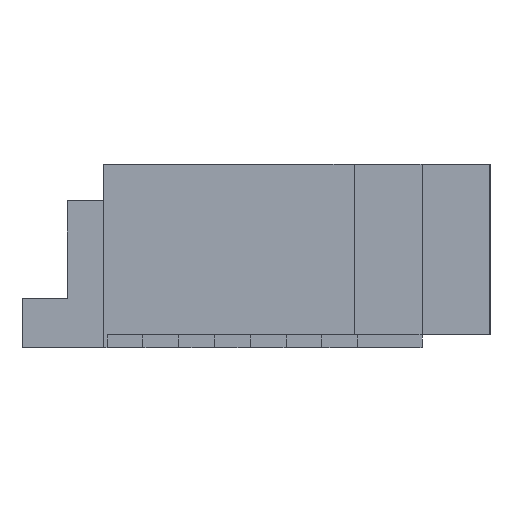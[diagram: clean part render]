
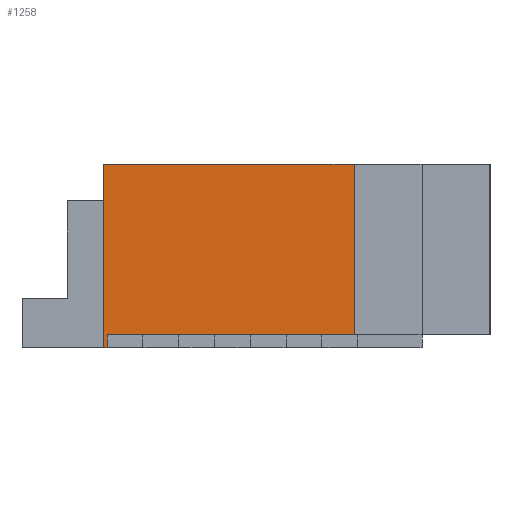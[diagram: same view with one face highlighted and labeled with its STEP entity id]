
A CAD part, left-side view. The second image highlights one B-rep face of the part: STEP entity #1258.
In plain terms, the highlighted planar face has unit normal (-1, 0, 0).
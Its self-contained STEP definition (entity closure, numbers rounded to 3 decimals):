
#40 = VERTEX_POINT('',#41);
#41 = CARTESIAN_POINT('',(-9.435,0.8,2.56));
#47 = EDGE_CURVE('',#48,#40,#50,.T.);
#48 = VERTEX_POINT('',#49);
#49 = CARTESIAN_POINT('',(-9.435,0.8,0.));
#50 = LINE('',#51,#52);
#51 = CARTESIAN_POINT('',(-9.435,0.8,0.));
#52 = VECTOR('',#53,1.);
#53 = DIRECTION('',(0.,0.,1.));
#532 = VERTEX_POINT('',#533);
#533 = CARTESIAN_POINT('',(-9.435,0.75,0.));
#539 = EDGE_CURVE('',#48,#532,#540,.T.);
#540 = LINE('',#541,#542);
#541 = CARTESIAN_POINT('',(-9.435,0.8,0.));
#542 = VECTOR('',#543,1.);
#543 = DIRECTION('',(0.,-1.,0.));
#1258 = ADVANCED_FACE('',(#1259),#1293,.F.);
#1259 = FACE_BOUND('',#1260,.F.);
#1260 = EDGE_LOOP('',(#1261,#1262,#1263,#1271,#1279,#1287));
#1261 = ORIENTED_EDGE('',*,*,#539,.F.);
#1262 = ORIENTED_EDGE('',*,*,#47,.T.);
#1263 = ORIENTED_EDGE('',*,*,#1264,.T.);
#1264 = EDGE_CURVE('',#40,#1265,#1267,.T.);
#1265 = VERTEX_POINT('',#1266);
#1266 = CARTESIAN_POINT('',(-9.435,-2.7,2.56));
#1267 = LINE('',#1268,#1269);
#1268 = CARTESIAN_POINT('',(-9.435,0.8,2.56));
#1269 = VECTOR('',#1270,1.);
#1270 = DIRECTION('',(0.,-1.,0.));
#1271 = ORIENTED_EDGE('',*,*,#1272,.F.);
#1272 = EDGE_CURVE('',#1273,#1265,#1275,.T.);
#1273 = VERTEX_POINT('',#1274);
#1274 = CARTESIAN_POINT('',(-9.435,-2.7,0.18));
#1275 = LINE('',#1276,#1277);
#1276 = CARTESIAN_POINT('',(-9.435,-2.7,0.));
#1277 = VECTOR('',#1278,1.);
#1278 = DIRECTION('',(0.,0.,1.));
#1279 = ORIENTED_EDGE('',*,*,#1280,.F.);
#1280 = EDGE_CURVE('',#1281,#1273,#1283,.T.);
#1281 = VERTEX_POINT('',#1282);
#1282 = CARTESIAN_POINT('',(-9.435,0.75,0.18));
#1283 = LINE('',#1284,#1285);
#1284 = CARTESIAN_POINT('',(-9.435,-0.1,0.18));
#1285 = VECTOR('',#1286,1.);
#1286 = DIRECTION('',(0.,-1.,0.));
#1287 = ORIENTED_EDGE('',*,*,#1288,.T.);
#1288 = EDGE_CURVE('',#1281,#532,#1289,.T.);
#1289 = LINE('',#1290,#1291);
#1290 = CARTESIAN_POINT('',(-9.435,0.75,0.));
#1291 = VECTOR('',#1292,1.);
#1292 = DIRECTION('',(-0.,0.,-1.));
#1293 = PLANE('',#1294);
#1294 = AXIS2_PLACEMENT_3D('',#1295,#1296,#1297);
#1295 = CARTESIAN_POINT('',(-9.435,0.8,0.));
#1296 = DIRECTION('',(1.,0.,0.));
#1297 = DIRECTION('',(0.,-1.,0.));
